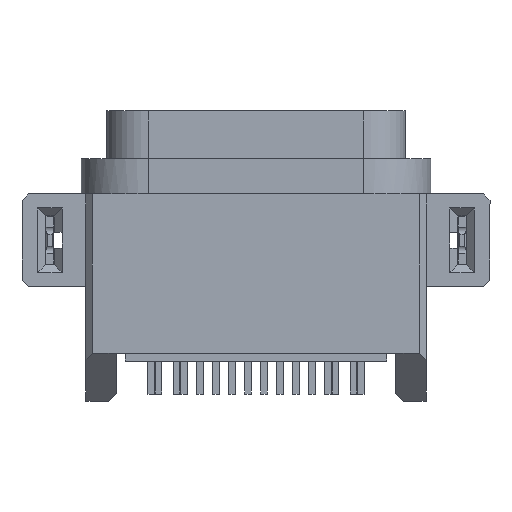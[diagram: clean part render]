
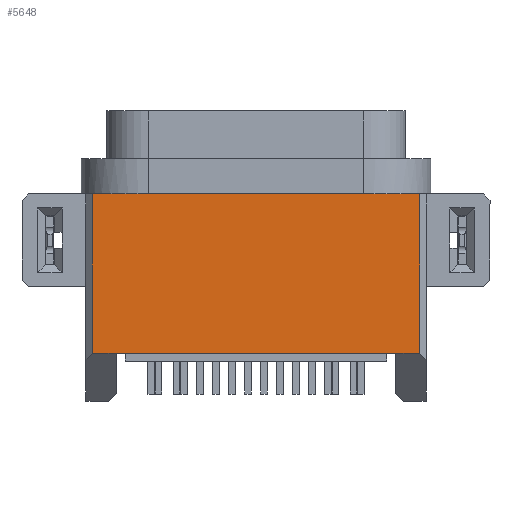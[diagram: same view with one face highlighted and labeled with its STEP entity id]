
A CAD part, top view. The second image highlights one B-rep face of the part: STEP entity #5648.
In plain terms, the highlighted planar face has unit normal (0, 0, 1).
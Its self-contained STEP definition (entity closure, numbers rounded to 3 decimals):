
#201 = EDGE_CURVE ( 'NONE', #6238, #13181, #14898, .T. ) ;
#1123 = CARTESIAN_POINT ( 'NONE',  ( -5.12, 0.02, 2. ) ) ;
#1158 = VECTOR ( 'NONE', #10536, 1000. ) ;
#1272 = LINE ( 'NONE', #7397, #5764 ) ;
#1289 = CARTESIAN_POINT ( 'NONE',  ( -5.12, 5., 2. ) ) ;
#1833 = VERTEX_POINT ( 'NONE', #1289 ) ;
#2025 = VERTEX_POINT ( 'NONE', #7791 ) ;
#2195 = LINE ( 'NONE', #8323, #17249 ) ;
#2499 = PLANE ( 'NONE',  #9209 ) ;
#2520 = CARTESIAN_POINT ( 'NONE',  ( 4.37, 0.02, 2. ) ) ;
#2574 = ORIENTED_EDGE ( 'NONE', *, *, #7414, .F. ) ;
#3454 = EDGE_LOOP ( 'NONE', ( #11605, #3883, #19269, #19547, #2574, #12725, #8759, #4940 ) ) ;
#3824 = DIRECTION ( 'NONE',  ( 1., 0., 0. ) ) ;
#3883 = ORIENTED_EDGE ( 'NONE', *, *, #5205, .T. ) ;
#4147 = EDGE_CURVE ( 'NONE', #7232, #13181, #12053, .T. ) ;
#4940 = ORIENTED_EDGE ( 'NONE', *, *, #201, .T. ) ;
#5205 = EDGE_CURVE ( 'NONE', #7232, #14634, #19191, .T. ) ;
#5648 = ADVANCED_FACE ( 'NONE', ( #10019 ), #2499, .F. ) ;
#5764 = VECTOR ( 'NONE', #13443, 1000. ) ;
#5792 = CARTESIAN_POINT ( 'NONE',  ( 5.12, 0.02, 2. ) ) ;
#6238 = VERTEX_POINT ( 'NONE', #10393 ) ;
#6264 = LINE ( 'NONE', #17028, #19393 ) ;
#6813 = DIRECTION ( 'NONE',  ( 1., 0., 0. ) ) ;
#6907 = EDGE_CURVE ( 'NONE', #12611, #2025, #2195, .T. ) ;
#7048 = LINE ( 'NONE', #17499, #13708 ) ;
#7232 = VERTEX_POINT ( 'NONE', #9793 ) ;
#7233 = CARTESIAN_POINT ( 'NONE',  ( 4.37, 0.02, 2. ) ) ;
#7250 = DIRECTION ( 'NONE',  ( 1., 0., 0. ) ) ;
#7397 = CARTESIAN_POINT ( 'NONE',  ( -5.12, 0.02, 2. ) ) ;
#7414 = EDGE_CURVE ( 'NONE', #8321, #12611, #19543, .T. ) ;
#7791 = CARTESIAN_POINT ( 'NONE',  ( 5.12, 5., 2. ) ) ;
#8321 = VERTEX_POINT ( 'NONE', #17021 ) ;
#8323 = CARTESIAN_POINT ( 'NONE',  ( 4.819, 5., 2. ) ) ;
#8759 = ORIENTED_EDGE ( 'NONE', *, *, #13495, .F. ) ;
#8852 = EDGE_CURVE ( 'NONE', #14634, #2025, #7048, .T. ) ;
#9209 = AXIS2_PLACEMENT_3D ( 'NONE', #12854, #16160, #9711 ) ;
#9606 = CARTESIAN_POINT ( 'NONE',  ( -4.37, 0.02, 2. ) ) ;
#9711 = DIRECTION ( 'NONE',  ( 0., -1., 0. ) ) ;
#9793 = CARTESIAN_POINT ( 'NONE',  ( 4.37, 0.02, 2. ) ) ;
#10019 = FACE_OUTER_BOUND ( 'NONE', #3454, .T. ) ;
#10393 = CARTESIAN_POINT ( 'NONE',  ( -5.12, 0.02, 2. ) ) ;
#10536 = DIRECTION ( 'NONE',  ( -1., 0., 0. ) ) ;
#11123 = VECTOR ( 'NONE', #3824, 1000. ) ;
#11480 = VECTOR ( 'NONE', #11920, 1000. ) ;
#11605 = ORIENTED_EDGE ( 'NONE', *, *, #4147, .F. ) ;
#11920 = DIRECTION ( 'NONE',  ( 1., 0., 0. ) ) ;
#12053 = LINE ( 'NONE', #7233, #1158 ) ;
#12611 = VERTEX_POINT ( 'NONE', #13784 ) ;
#12725 = ORIENTED_EDGE ( 'NONE', *, *, #17955, .F. ) ;
#12854 = CARTESIAN_POINT ( 'NONE',  ( -5.335, 15.808, 2. ) ) ;
#13181 = VERTEX_POINT ( 'NONE', #9606 ) ;
#13443 = DIRECTION ( 'NONE',  ( 0., 1., 0. ) ) ;
#13495 = EDGE_CURVE ( 'NONE', #6238, #1833, #1272, .T. ) ;
#13708 = VECTOR ( 'NONE', #17704, 1000. ) ;
#13784 = CARTESIAN_POINT ( 'NONE',  ( 4.819, 5., 2. ) ) ;
#14634 = VERTEX_POINT ( 'NONE', #5792 ) ;
#14844 = CARTESIAN_POINT ( 'NONE',  ( -4.819, 5., 2. ) ) ;
#14898 = LINE ( 'NONE', #1123, #16820 ) ;
#15526 = DIRECTION ( 'NONE',  ( 1., 0., 0. ) ) ;
#16160 = DIRECTION ( 'NONE',  ( 0., 0., -1. ) ) ;
#16820 = VECTOR ( 'NONE', #7250, 1000. ) ;
#17021 = CARTESIAN_POINT ( 'NONE',  ( -4.819, 5., 2. ) ) ;
#17028 = CARTESIAN_POINT ( 'NONE',  ( -5.12, 5., 2. ) ) ;
#17249 = VECTOR ( 'NONE', #6813, 1000. ) ;
#17499 = CARTESIAN_POINT ( 'NONE',  ( 5.12, 0.02, 2. ) ) ;
#17704 = DIRECTION ( 'NONE',  ( 0., 1., 0. ) ) ;
#17955 = EDGE_CURVE ( 'NONE', #1833, #8321, #6264, .T. ) ;
#19191 = LINE ( 'NONE', #2520, #11123 ) ;
#19269 = ORIENTED_EDGE ( 'NONE', *, *, #8852, .T. ) ;
#19393 = VECTOR ( 'NONE', #15526, 1000. ) ;
#19543 = LINE ( 'NONE', #14844, #11480 ) ;
#19547 = ORIENTED_EDGE ( 'NONE', *, *, #6907, .F. ) ;
